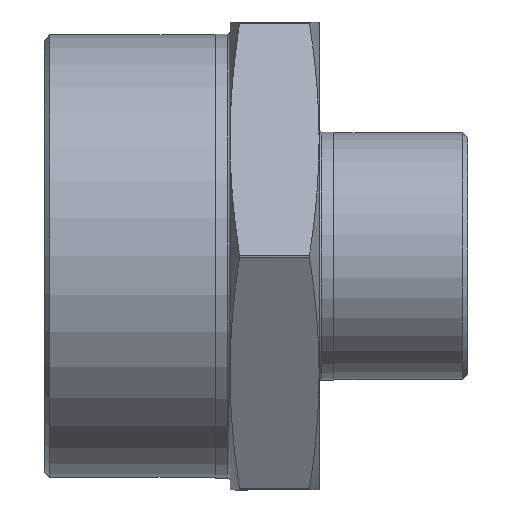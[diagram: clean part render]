
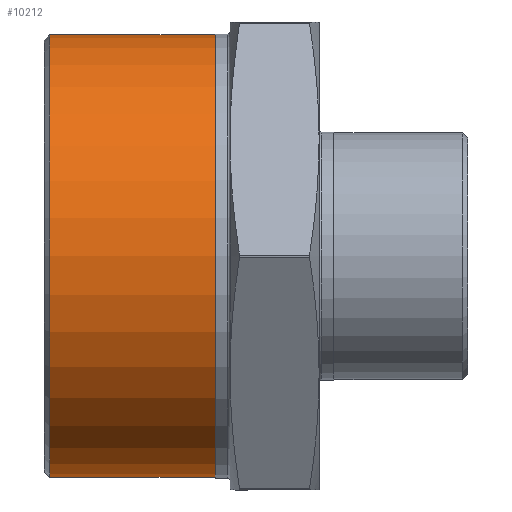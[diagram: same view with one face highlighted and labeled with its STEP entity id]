
A CAD part, front view. The second image highlights one B-rep face of the part: STEP entity #10212.
In plain terms, the highlighted cylindrical face has radius 29.807 mm (diameter 59.614 mm), a full revolution.
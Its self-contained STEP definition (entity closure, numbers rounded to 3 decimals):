
#632 = CARTESIAN_POINT ( 'NONE',  ( -30.3, 0., 29.807 ) ) ;
#666 = VERTEX_POINT ( 'NONE', #632 ) ;
#690 = VERTEX_POINT ( 'NONE', #708 ) ;
#708 = CARTESIAN_POINT ( 'NONE',  ( -8., 0., 29.807 ) ) ;
#1867 = FACE_OUTER_BOUND ( 'NONE', #11725, .T. ) ;
#1879 = CYLINDRICAL_SURFACE ( 'NONE', #13406, 29.807 ) ;
#1893 = FACE_OUTER_BOUND ( 'NONE', #11635, .T. ) ;
#1926 = CARTESIAN_POINT ( 'NONE',  ( 0., 0., 0. ) ) ;
#1933 = DIRECTION ( 'NONE',  ( 0., 0., 1. ) ) ;
#1961 = DIRECTION ( 'NONE',  ( -1., 0., 0. ) ) ;
#5966 = CIRCLE ( 'NONE', #5968, 29.807 ) ;
#5968 = AXIS2_PLACEMENT_3D ( 'NONE', #6720, #6706, #6690 ) ;
#5976 = AXIS2_PLACEMENT_3D ( 'NONE', #6916, #6939, #6910 ) ;
#6023 = CIRCLE ( 'NONE', #5976, 29.807 ) ;
#6690 = DIRECTION ( 'NONE',  ( 0., 0., 1. ) ) ;
#6706 = DIRECTION ( 'NONE',  ( -1., 0., 0. ) ) ;
#6720 = CARTESIAN_POINT ( 'NONE',  ( -30.3, 0., 0. ) ) ;
#6910 = DIRECTION ( 'NONE',  ( 0., 0., 1. ) ) ;
#6916 = CARTESIAN_POINT ( 'NONE',  ( -8., 0., 0. ) ) ;
#6939 = DIRECTION ( 'NONE',  ( -1., 0., 0. ) ) ;
#10212 = ADVANCED_FACE ( 'NONE', ( #1893, #1867 ), #1879, .T. ) ;
#10518 = EDGE_CURVE ( 'NONE', #666, #666, #5966, .T. ) ;
#10552 = EDGE_CURVE ( 'NONE', #690, #690, #6023, .T. ) ;
#11272 = ORIENTED_EDGE ( 'NONE', *, *, #10552, .T. ) ;
#11306 = ORIENTED_EDGE ( 'NONE', *, *, #10518, .F. ) ;
#11635 = EDGE_LOOP ( 'NONE', ( #11272 ) ) ;
#11725 = EDGE_LOOP ( 'NONE', ( #11306 ) ) ;
#13406 = AXIS2_PLACEMENT_3D ( 'NONE', #1926, #1961, #1933 ) ;
